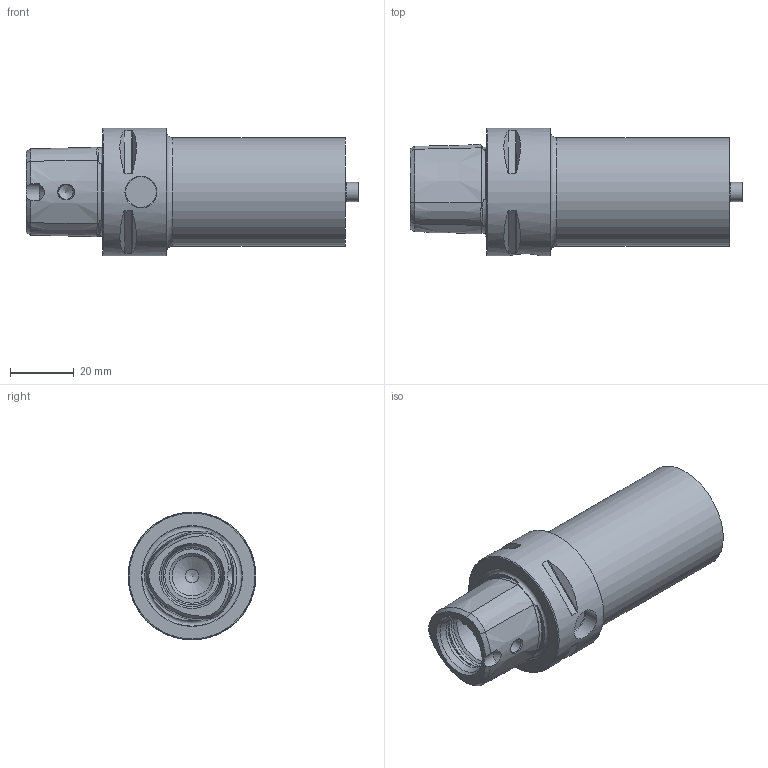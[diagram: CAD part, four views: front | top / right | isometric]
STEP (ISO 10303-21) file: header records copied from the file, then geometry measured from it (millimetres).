
FILE_DESCRIPTION (( 'STEP AP214' ), '1' );
FILE_NAME ('PS4.Ro3.001.076.STEP', '2025-06-05T13:32:21', ( '' ), ( '' ), 'SwSTEP 2.0', 'SolidWorks 2022', '' );
FILE_SCHEMA (( 'AUTOMOTIVE_DESIGN' ));
Length unit declared in the file: millimetre
Products named in the file (1): PS4.Ro3.001.076
Bounding box: 104 x 40 x 40 mm (x, y, z)
Volume: 82459.8 mm3; surface area: 14975 mm2
Topology: 1 solids, 1 shells, 101 faces, 238 edges, 146 vertices
Faces by surface type: cone 38, plane 22, cylinder 21, torus 20
Full cylindrical faces by diameter (mm): 1.6 x1, 4.2 x1, 4.6 x2, 6 x1, 10 x1, 12.5 x1, 18 x2, 20 x1, 34 x1, 40 x1
Entity records: 3291 total; most frequent: CARTESIAN_POINT 1188, DIRECTION 420, ORIENTED_EDGE 394, EDGE_CURVE 197, AXIS2_PLACEMENT_3D 189, EDGE_LOOP 142, VERTEX_POINT 137, FACE_OUTER_BOUND 121
